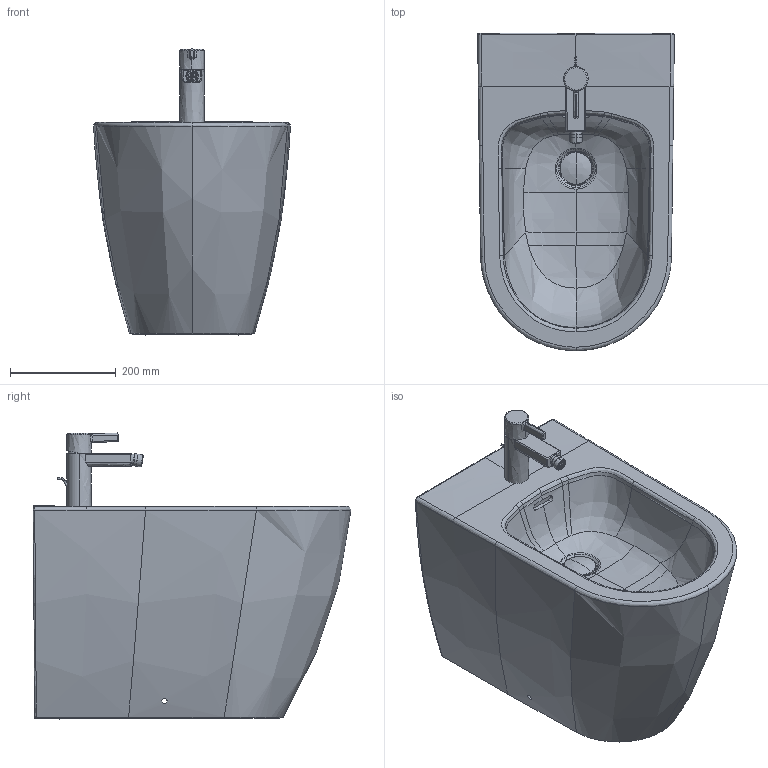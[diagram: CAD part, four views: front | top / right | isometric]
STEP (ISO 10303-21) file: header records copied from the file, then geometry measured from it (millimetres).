
FILE_DESCRIPTION(/* description */ (''),/* implementation_level */ '2;1');
FILE_NAME(/* name */ '229810',/* time_stamp */ '2021-10-12T13:48:05+02:00',/* author */ (''),/* organization */ (''),/* preprocessor_version */ 'ST-DEVELOPER v15',/* originating_system */ '',/* authorisation */ '');
FILE_SCHEMA (('AUTOMOTIVE_DESIGN'));
Length unit declared in the file: millimetre
Products named in the file (1): Document
Bounding box: 371.38 x 599.66 x 539.73 mm (x, y, z)
Volume: 239091.5 mm3; surface area: 1407527.3 mm2
Topology: 6 solids, 9 shells, 479 faces, 1230 edges, 739 vertices
Faces by surface type: bspline 403, plane 76
Entity records: 81989 total; most frequent: CARTESIAN_POINT 74686, ORIENTED_EDGE 2398, EDGE_CURVE 1214, B_SPLINE_CURVE_WITH_KNOTS 927, VERTEX_POINT 739, EDGE_LOOP 513, ADVANCED_FACE 479, FACE_OUTER_BOUND 479
